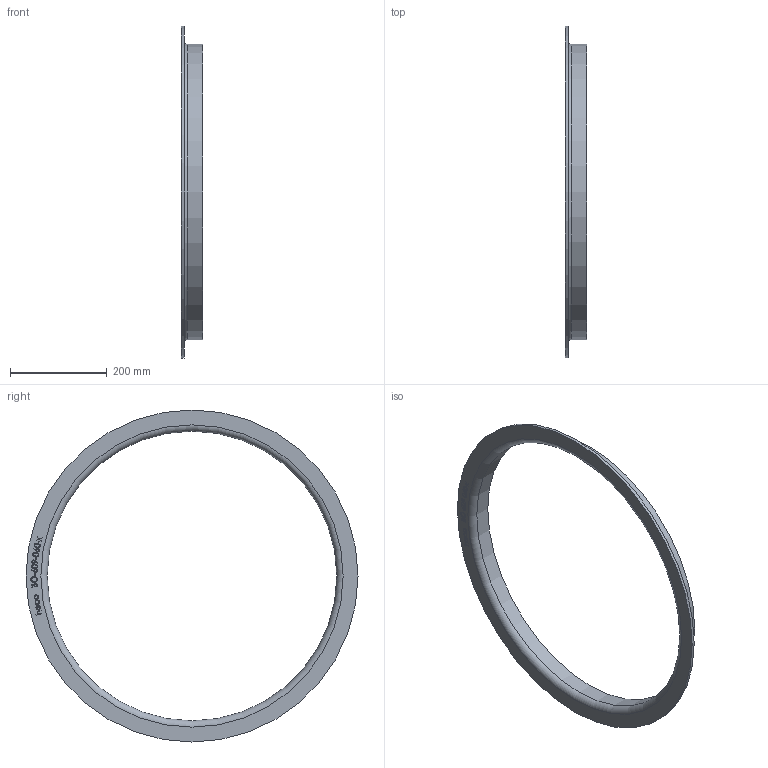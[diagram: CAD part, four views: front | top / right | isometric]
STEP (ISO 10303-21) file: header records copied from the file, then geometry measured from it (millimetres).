
FILE_DESCRIPTION (( 'STEP AP214' ), '1' );
FILE_NAME ('BÖ-609-060-x Vorschweissbördel 2012.STEP', '2020-12-08T10:30:35', ( '' ), ( '' ), 'SwSTEP 2.0', 'SolidWorks 2019', '' );
FILE_SCHEMA (( 'AUTOMOTIVE_DESIGN' ));
Length unit declared in the file: millimetre
Products named in the file (1): BÖ-609-060-x Vorschweissbördel 2012
Bounding box: 45 x 685 x 685 mm (x, y, z)
Volume: 923456.1 mm3; surface area: 332065.9 mm2
Topology: 1 solids, 1 shells, 206 faces, 520 edges, 346 vertices
Faces by surface type: bspline 114, plane 87, cylinder 3, torus 2
Full cylindrical faces by diameter (mm): 597.6 x1, 609.6 x1, 685 x1
Entity records: 14946 total; most frequent: CARTESIAN_POINT 8686, ORIENTED_EDGE 1030, EDGE_CURVE 515, DIRECTION 481, VERTEX_POINT 346, LINE 279, VECTOR 279, EDGE_LOOP 243
